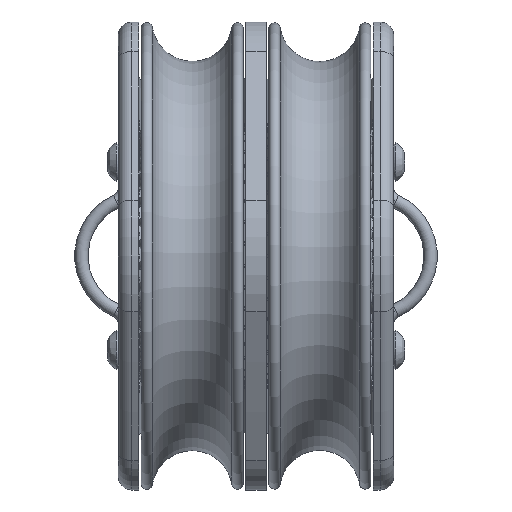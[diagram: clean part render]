
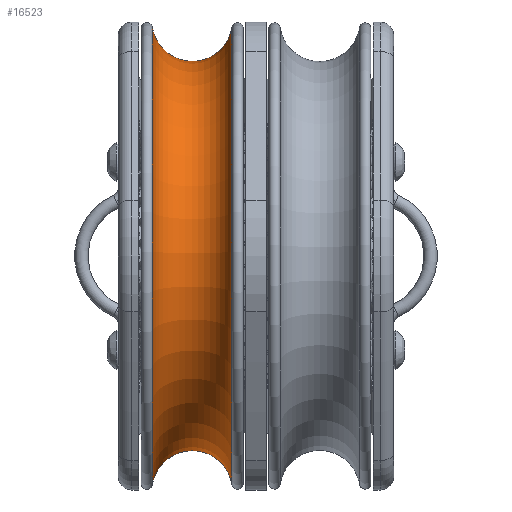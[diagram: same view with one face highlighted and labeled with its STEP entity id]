
A CAD part, front view. The second image highlights one B-rep face of the part: STEP entity #16523.
In plain terms, the highlighted toroidal (fillet/blend) face has major radius 35 mm and minor radius 6 mm.
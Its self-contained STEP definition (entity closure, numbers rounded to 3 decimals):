
#3489=FACE_BOUND('',#5083,.T.);
#3912=FACE_OUTER_BOUND('',#5082,.T.);
#5082=EDGE_LOOP('',(#11676));
#5083=EDGE_LOOP('',(#11677));
#6251=CIRCLE('',#17703,34.041);
#6252=CIRCLE('',#17705,34.041);
#7281=VERTEX_POINT('',#25704);
#7282=VERTEX_POINT('',#25707);
#8983=EDGE_CURVE('',#7281,#7281,#6251,.T.);
#8984=EDGE_CURVE('',#7282,#7282,#6252,.T.);
#11676=ORIENTED_EDGE('',*,*,#8984,.F.);
#11677=ORIENTED_EDGE('',*,*,#8983,.T.);
#16163=TOROIDAL_SURFACE('',#17704,35.,6.);
#16523=ADVANCED_FACE('',(#3912,#3489),#16163,.F.);
#17703=AXIS2_PLACEMENT_3D('',#25705,#20444,#20445);
#17704=AXIS2_PLACEMENT_3D('',#25706,#20446,#20447);
#17705=AXIS2_PLACEMENT_3D('',#25708,#20448,#20449);
#20444=DIRECTION('center_axis',(1.,0.,0.));
#20445=DIRECTION('ref_axis',(0.,0.982,-0.19));
#20446=DIRECTION('center_axis',(1.,0.,0.));
#20447=DIRECTION('ref_axis',(0.,0.982,-0.19));
#20448=DIRECTION('center_axis',(1.,0.,0.));
#20449=DIRECTION('ref_axis',(0.,0.982,-0.19));
#25704=CARTESIAN_POINT('',(-15.423,33.419,-6.476));
#25705=CARTESIAN_POINT('Origin',(-15.423,0.,
0.));
#25706=CARTESIAN_POINT('Origin',(-9.5,0.,
0.));
#25707=CARTESIAN_POINT('',(-3.577,33.419,-6.476));
#25708=CARTESIAN_POINT('Origin',(-3.577,0.,
0.));
